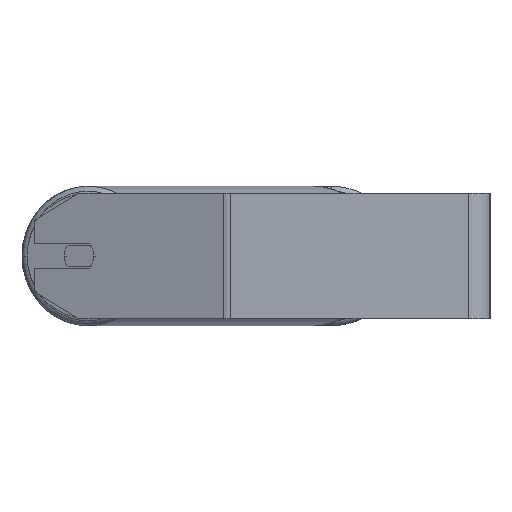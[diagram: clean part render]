
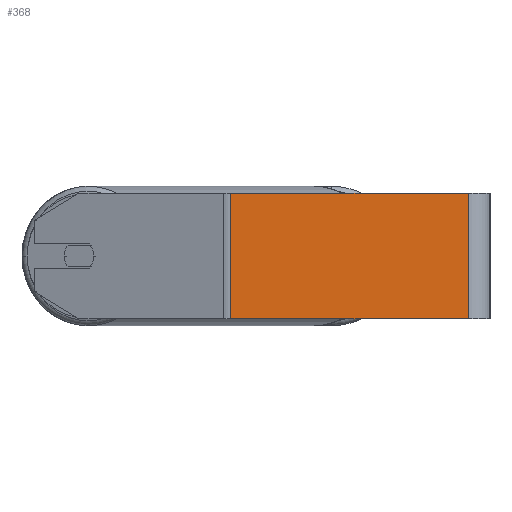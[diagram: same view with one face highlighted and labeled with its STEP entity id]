
A CAD part, left-side view. The second image highlights one B-rep face of the part: STEP entity #368.
In plain terms, the highlighted planar face has unit normal (-1, 0, 0).
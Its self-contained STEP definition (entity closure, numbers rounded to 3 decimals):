
#22 = CARTESIAN_POINT ( 'NONE',  ( -700., 167.536, 40. ) ) ;
#217 = CARTESIAN_POINT ( 'NONE',  ( -700., 165.067, 40. ) ) ;
#368 = ADVANCED_FACE ( 'NONE', ( #1337 ), #5469, .F. ) ;
#381 = CARTESIAN_POINT ( 'NONE',  ( -700., 165.067, -40. ) ) ;
#480 = EDGE_CURVE ( 'NONE', #3117, #8551, #5691, .T. ) ;
#887 = DIRECTION ( 'NONE',  ( 0., 0., -1. ) ) ;
#888 = VERTEX_POINT ( 'NONE', #8431 ) ;
#1337 = FACE_OUTER_BOUND ( 'NONE', #1995, .T. ) ;
#1942 = ORIENTED_EDGE ( 'NONE', *, *, #480, .T. ) ;
#1995 = EDGE_LOOP ( 'NONE', ( #8463, #5112, #3534, #1942 ) ) ;
#2368 = VECTOR ( 'NONE', #887, 1000. ) ;
#2866 = DIRECTION ( 'NONE',  ( 0., 0., -1. ) ) ;
#3117 = VERTEX_POINT ( 'NONE', #7752 ) ;
#3348 = EDGE_CURVE ( 'NONE', #8551, #7684, #8350, .T. ) ;
#3534 = ORIENTED_EDGE ( 'NONE', *, *, #5971, .F. ) ;
#3921 = DIRECTION ( 'NONE',  ( 1., 0., 0. ) ) ;
#3964 = DIRECTION ( 'NONE',  ( 0., 0., -1. ) ) ;
#4091 = CARTESIAN_POINT ( 'NONE',  ( -700., 167.536, 40. ) ) ;
#4413 = VECTOR ( 'NONE', #7505, 1000. ) ;
#4980 = CARTESIAN_POINT ( 'NONE',  ( -700., 167.536, -40. ) ) ;
#5112 = ORIENTED_EDGE ( 'NONE', *, *, #7948, .F. ) ;
#5282 = DIRECTION ( 'NONE',  ( 0., -1., 0. ) ) ;
#5469 = PLANE ( 'NONE',  #6342 ) ;
#5569 = CARTESIAN_POINT ( 'NONE',  ( -700., 14., 40. ) ) ;
#5635 = VECTOR ( 'NONE', #2866, 1000. ) ;
#5691 = LINE ( 'NONE', #217, #5635 ) ;
#5840 = CARTESIAN_POINT ( 'NONE',  ( -700., 14., -40. ) ) ;
#5971 = EDGE_CURVE ( 'NONE', #3117, #888, #6610, .T. ) ;
#6342 = AXIS2_PLACEMENT_3D ( 'NONE', #4091, #3921, #3964 ) ;
#6610 = LINE ( 'NONE', #22, #6690 ) ;
#6690 = VECTOR ( 'NONE', #5282, 1000. ) ;
#7505 = DIRECTION ( 'NONE',  ( 0., -1., 0. ) ) ;
#7524 = LINE ( 'NONE', #5569, #2368 ) ;
#7684 = VERTEX_POINT ( 'NONE', #5840 ) ;
#7752 = CARTESIAN_POINT ( 'NONE',  ( -700., 165.067, 40. ) ) ;
#7948 = EDGE_CURVE ( 'NONE', #888, #7684, #7524, .T. ) ;
#8350 = LINE ( 'NONE', #4980, #4413 ) ;
#8431 = CARTESIAN_POINT ( 'NONE',  ( -700., 14., 40. ) ) ;
#8463 = ORIENTED_EDGE ( 'NONE', *, *, #3348, .T. ) ;
#8551 = VERTEX_POINT ( 'NONE', #381 ) ;
